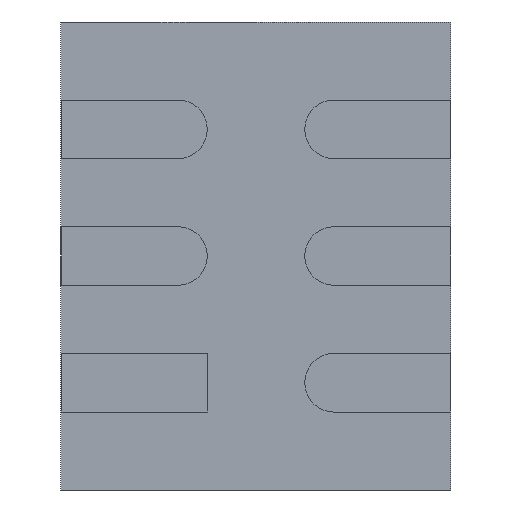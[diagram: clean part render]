
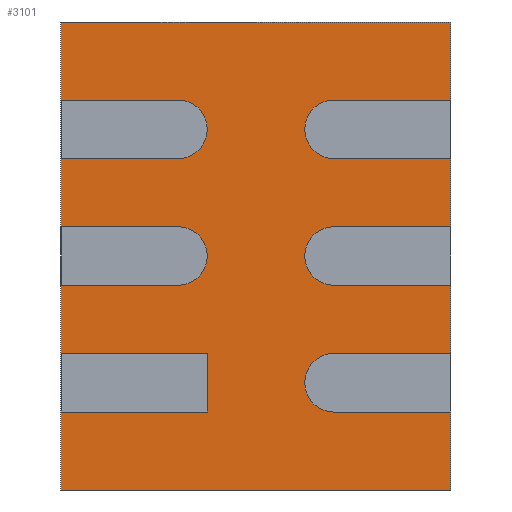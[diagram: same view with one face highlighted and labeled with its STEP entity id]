
A CAD part, front view. The second image highlights one B-rep face of the part: STEP entity #3101.
In plain terms, the highlighted planar face has unit normal (0, -1, 0).
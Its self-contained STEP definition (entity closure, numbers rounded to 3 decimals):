
#12 = AXIS2_PLACEMENT_3D ( 'NONE', #2054, #755, #4820 ) ;
#419 = CARTESIAN_POINT ( 'NONE',  ( 1000., -96.99, -1200. ) ) ;
#522 = VECTOR ( 'NONE', #4338, 1000. ) ;
#595 = ORIENTED_EDGE ( 'NONE', *, *, #4289, .F. ) ;
#693 = CARTESIAN_POINT ( 'NONE',  ( -1000., -96.99, -1200. ) ) ;
#755 = DIRECTION ( 'NONE',  ( 0., 1., 0. ) ) ;
#1679 = DIRECTION ( 'NONE',  ( 1., 0., 0. ) ) ;
#1952 = DIRECTION ( 'NONE',  ( -1., 0., 0. ) ) ;
#2054 = CARTESIAN_POINT ( 'NONE',  ( 0., -96.99, 0. ) ) ;
#2214 = VERTEX_POINT ( 'NONE', #2581 ) ;
#2313 = VECTOR ( 'NONE', #3126, 1000. ) ;
#2357 = PLANE ( 'NONE',  #12 ) ;
#2413 = ORIENTED_EDGE ( 'NONE', *, *, #3251, .F. ) ;
#2428 = LINE ( 'NONE', #3918, #2313 ) ;
#2501 = ORIENTED_EDGE ( 'NONE', *, *, #4218, .F. ) ;
#2549 = LINE ( 'NONE', #419, #522 ) ;
#2581 = CARTESIAN_POINT ( 'NONE',  ( 1000., -96.99, -1200. ) ) ;
#2690 = CARTESIAN_POINT ( 'NONE',  ( -1000., -96.99, 1200. ) ) ;
#2710 = CARTESIAN_POINT ( 'NONE',  ( 1000., -96.99, 1200. ) ) ;
#2825 = CARTESIAN_POINT ( 'NONE',  ( -1000., -96.99, 1200. ) ) ;
#3069 = VECTOR ( 'NONE', #1679, 1000. ) ;
#3093 = VECTOR ( 'NONE', #1952, 1000. ) ;
#3101 = ADVANCED_FACE ( 'NONE', ( #3622 ), #2357, .F. ) ;
#3126 = DIRECTION ( 'NONE',  ( 0., 0., 1. ) ) ;
#3149 = EDGE_LOOP ( 'NONE', ( #2501, #595, #3283, #2413 ) ) ;
#3251 = EDGE_CURVE ( 'NONE', #2214, #3467, #4369, .T. ) ;
#3283 = ORIENTED_EDGE ( 'NONE', *, *, #4245, .F. ) ;
#3467 = VERTEX_POINT ( 'NONE', #3620 ) ;
#3620 = CARTESIAN_POINT ( 'NONE',  ( -1000., -96.99, -1200. ) ) ;
#3622 = FACE_OUTER_BOUND ( 'NONE', #3149, .T. ) ;
#3918 = CARTESIAN_POINT ( 'NONE',  ( -1000., -96.99, -1200. ) ) ;
#3932 = VERTEX_POINT ( 'NONE', #2690 ) ;
#3944 = VERTEX_POINT ( 'NONE', #2710 ) ;
#4075 = LINE ( 'NONE', #2825, #3069 ) ;
#4218 = EDGE_CURVE ( 'NONE', #3944, #2214, #2549, .T. ) ;
#4245 = EDGE_CURVE ( 'NONE', #3467, #3932, #2428, .T. ) ;
#4289 = EDGE_CURVE ( 'NONE', #3932, #3944, #4075, .T. ) ;
#4338 = DIRECTION ( 'NONE',  ( 0., 0., -1. ) ) ;
#4369 = LINE ( 'NONE', #693, #3093 ) ;
#4820 = DIRECTION ( 'NONE',  ( 0., 0., 1. ) ) ;
